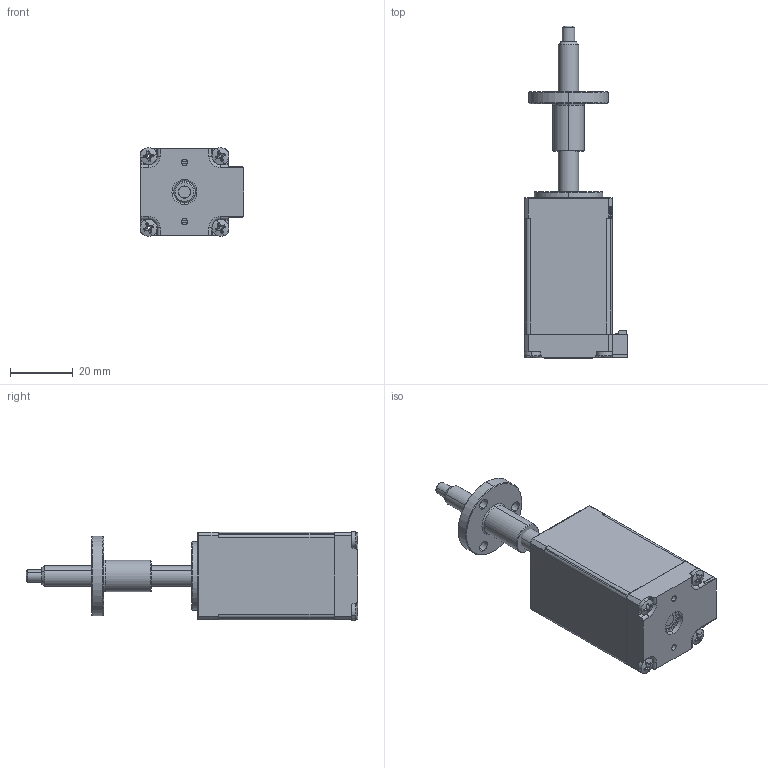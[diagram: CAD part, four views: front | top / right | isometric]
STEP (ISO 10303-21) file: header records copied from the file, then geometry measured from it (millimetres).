
FILE_DESCRIPTION (( 'STEP AP203' ), '1' );
FILE_NAME ('LE115S-T6503-50-AR1-S-100.STEP', '2018-08-10T07:04:00', ( '' ), ( '' ), 'SwSTEP 2.0', 'SolidWorks 2014', '' );
FILE_SCHEMA (( 'CONFIG_CONTROL_DESIGN' ));
Length unit declared in the file: millimetre
Products named in the file (1): LE115S-T6503-50-AR1-S-100
Bounding box: 33.2 x 106.2 x 28.4 mm (x, y, z)
Surface area: 13112.9 mm2 (no closed solid volume)
Topology: 0 solids, 25 shells, 322 faces, 1019 edges, 716 vertices
Faces by surface type: plane 140, cylinder 94, cone 62, torus 18, sphere 8
Entity records: 11724 total; most frequent: CARTESIAN_POINT 2616, DIRECTION 1941, ORIENTED_EDGE 1692, EDGE_CURVE 1019, VERTEX_POINT 716, AXIS2_PLACEMENT_3D 705, VECTOR 531, LINE 531
